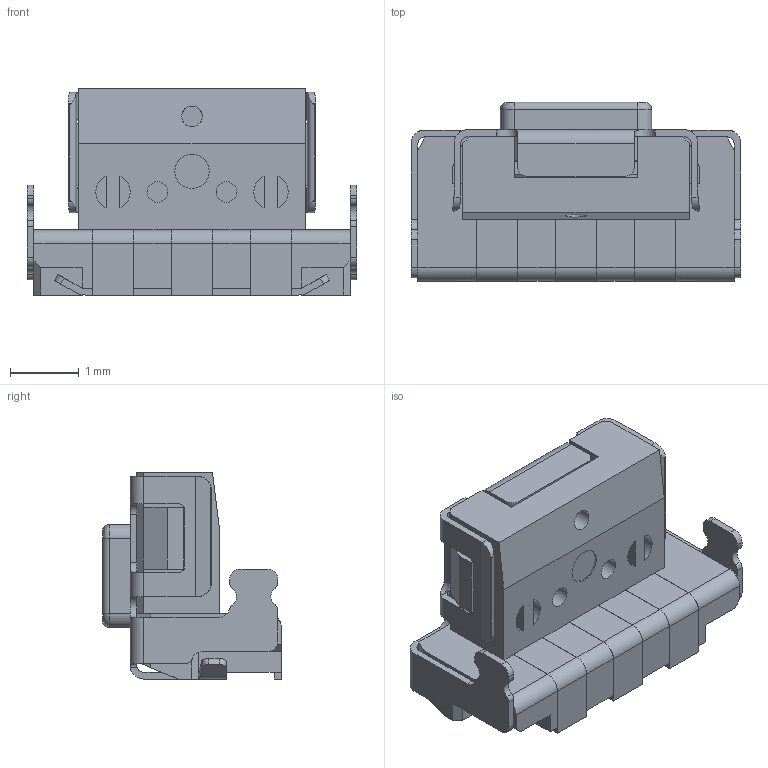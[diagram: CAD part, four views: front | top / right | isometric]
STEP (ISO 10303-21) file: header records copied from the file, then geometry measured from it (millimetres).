
FILE_DESCRIPTION(/* description */ (''),/* implementation_level */ '2;1');
FILE_NAME(/* name */ 'TL4105AFxxxQG.stp',/* time_stamp */ '2021-11-19T15:05:06-06:00',/* author */ ('mwilliams'),/* organization */ (''),/* preprocessor_version */ 'ST-DEVELOPER v18',/* originating_system */ 'Autodesk Inventor 2020',/* authorisation */ '');
FILE_SCHEMA (('AUTOMOTIVE_DESIGN { 1 0 10303 214 3 1 1 }'));
Length unit declared in the file: inch
Products named in the file (1): 000017356_Shrinkwrap_1
Bounding box: 4.8 x 2.6 x 3 mm (x, y, z)
Volume: 15.7 mm3; surface area: 119 mm2
Topology: 1 solids, 1 shells, 392 faces, 1120 edges, 727 vertices
Faces by surface type: plane 252, cylinder 133, bspline 4, sphere 2, torus 1
Full cylindrical faces by diameter (mm): 0.3 x3, 0.5 x1, 0.7 x1, 1 x1, 2.5 x1
Entity records: 13041 total; most frequent: CARTESIAN_POINT 2517, ORIENTED_EDGE 2238, DIRECTION 2186, EDGE_CURVE 1119, LINE 790, VECTOR 790, VERTEX_POINT 727, AXIS2_PLACEMENT_3D 698
